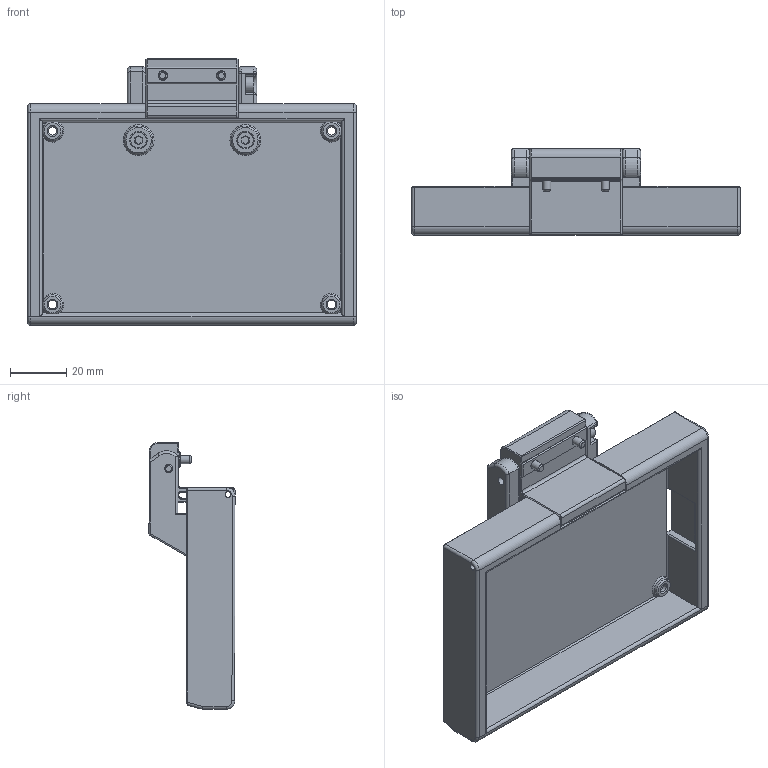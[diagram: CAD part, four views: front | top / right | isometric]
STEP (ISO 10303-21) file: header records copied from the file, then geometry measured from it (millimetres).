
FILE_DESCRIPTION(/* description */ (''),/* implementation_level */ '2;1');
FILE_NAME(/* name */ 'Waveshare 4.3in DSI LCD Mount v1.step',/* time_stamp */ '2022-02-13T12:03:08-08:00',/* author */ (''),/* organization */ (''),/* preprocessor_version */ 'ST-DEVELOPER v18.1',/* originating_system */ 'Autodesk Translation Framework v10.13.0.1454',/* authorisation */ '');
FILE_SCHEMA (('AUTOMOTIVE_DESIGN { 1 0 10303 214 3 1 1 }'));
Length unit declared in the file: millimetre
Products named in the file (12): Waveshare 4.3in DSI LCD Mount; LCD Case Front; LCD Case Hinge (1); M3x40 SHCS (5); M3x12 SHCS (35); LCD Case Rear Brace; M3x12 SHCS (12); M3x12 SHCS (34); M3x12 SHCS (33); M3x12 SHCS (32); M3 Threaded Insert; M3x12 FHCS
Assembly tree (14 placements, depth 3):
  Waveshare 4.3in DSI LCD Mount
    LCD Case Front
    LCD Case Hinge (1)
      M3x12 FHCS
      M3x40 SHCS (5)
      M3x12 SHCS (35)
    LCD Case Rear Brace
      M3x12 SHCS (12)
      M3x12 SHCS (34)
      M3x12 SHCS (33)
      M3x12 SHCS (32)
    M3 Threaded Insert  x2
    M3x12 FHCS  x2
Bounding box: 117 x 30.62 x 94.9 mm (x, y, z)
Volume: 54425.9 mm3; surface area: 43097.3 mm2
Topology: 10 solids, 10 shells, 691 faces, 1718 edges, 1066 vertices
Faces by surface type: plane 231, cylinder 170, bspline 168, cone 109, torus 9, sphere 4
Full cylindrical faces by diameter (mm): 2.1 x2, 2.2 x1, 2.8 x2, 2.9 x3, 3 x9, 3.3 x2, 3.4 x2, 3.5 x1, 4.2 x2, 4.25 x2, 4.5 x4, 4.6 x2, 4.7 x2, 5.5 x2, 6 x2, 10 x2
Entity records: 18330 total; most frequent: CARTESIAN_POINT 5554, DIRECTION 2614, ORIENTED_EDGE 2598, EDGE_CURVE 1299, AXIS2_PLACEMENT_3D 1001, VERTEX_POINT 792, LINE 612, VECTOR 612
